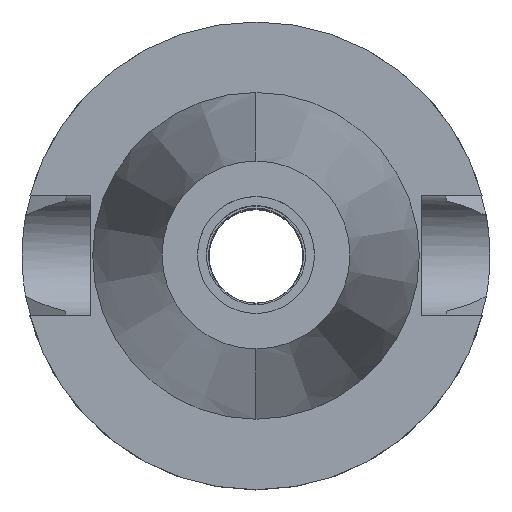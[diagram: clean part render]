
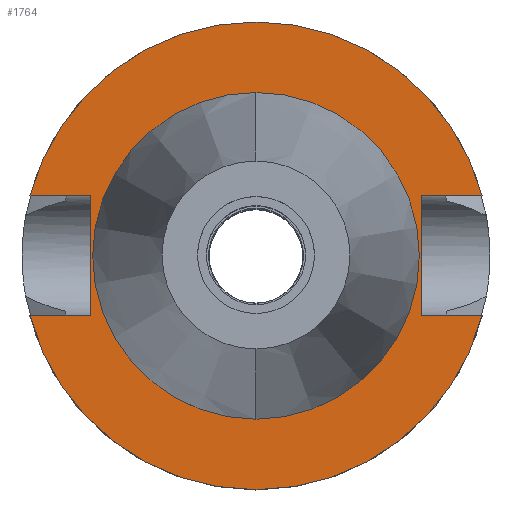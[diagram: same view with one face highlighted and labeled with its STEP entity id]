
A CAD part, top view. The second image highlights one B-rep face of the part: STEP entity #1764.
In plain terms, the highlighted planar face has unit normal (0, 0, 1).
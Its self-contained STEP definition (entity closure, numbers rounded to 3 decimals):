
#644=DIRECTION('',(1.,0.,0.));
#645=VECTOR('',#644,12.921);
#646=CARTESIAN_POINT('',(35.4,12.85,-3.));
#647=LINE('',#646,#645);
#691=DIRECTION('',(0.,1.,0.));
#692=VECTOR('',#691,25.7);
#693=CARTESIAN_POINT('',(-35.4,-12.85,-3.));
#694=LINE('',#693,#692);
#698=DIRECTION('',(-1.,0.,0.));
#699=VECTOR('',#698,12.921);
#700=CARTESIAN_POINT('',(-35.4,12.85,-3.));
#701=LINE('',#700,#699);
#705=CARTESIAN_POINT('',(0.,0.,-3.));
#706=DIRECTION('',(0.,0.,-1.));
#707=DIRECTION('',(-0.966,0.257,0.));
#708=AXIS2_PLACEMENT_3D('',#705,#706,#707);
#713=CARTESIAN_POINT('',(0.,0.,-3.));
#714=DIRECTION('',(0.,0.,-1.));
#715=DIRECTION('',(0.,1.,0.));
#716=AXIS2_PLACEMENT_3D('',#713,#714,#715);
#721=DIRECTION('',(0.,-1.,0.));
#722=VECTOR('',#721,25.7);
#723=CARTESIAN_POINT('',(35.4,12.85,-3.));
#724=LINE('',#723,#722);
#728=DIRECTION('',(1.,0.,0.));
#729=VECTOR('',#728,12.921);
#730=CARTESIAN_POINT('',(35.4,-12.85,-3.));
#731=LINE('',#730,#729);
#735=CARTESIAN_POINT('',(0.,0.,-3.));
#736=DIRECTION('',(0.,0.,-1.));
#737=DIRECTION('',(0.966,-0.257,0.));
#738=AXIS2_PLACEMENT_3D('',#735,#736,#737);
#743=CARTESIAN_POINT('',(0.,0.,-3.));
#744=DIRECTION('',(0.,0.,-1.));
#745=DIRECTION('',(0.,-1.,0.));
#746=AXIS2_PLACEMENT_3D('',#743,#744,#745);
#751=CARTESIAN_POINT('',(0.,0.,-3.));
#752=DIRECTION('',(0.,0.,1.));
#753=DIRECTION('',(0.,-1.,0.));
#754=AXIS2_PLACEMENT_3D('',#751,#752,#753);
#759=CARTESIAN_POINT('',(0.,0.,-3.));
#760=DIRECTION('',(0.,0.,1.));
#761=DIRECTION('',(0.,1.,0.));
#762=AXIS2_PLACEMENT_3D('',#759,#760,#761);
#797=DIRECTION('',(-1.,0.,0.));
#798=VECTOR('',#797,12.921);
#799=CARTESIAN_POINT('',(-35.4,-12.85,-3.));
#800=LINE('',#799,#798);
#1151=CARTESIAN_POINT('',(-35.4,-12.85,-3.));
#1152=VERTEX_POINT('',#1151);
#1153=CARTESIAN_POINT('',(-48.321,-12.85,-3.));
#1154=VERTEX_POINT('',#1153);
#1157=CARTESIAN_POINT('',(-35.4,12.85,-3.));
#1158=VERTEX_POINT('',#1157);
#1159=CARTESIAN_POINT('',(-48.321,12.85,-3.));
#1160=VERTEX_POINT('',#1159);
#1161=CARTESIAN_POINT('',(0.,50.,-3.));
#1162=CARTESIAN_POINT('',(48.321,12.85,-3.));
#1163=VERTEX_POINT('',#1161);
#1164=VERTEX_POINT('',#1162);
#1165=CARTESIAN_POINT('',(35.4,12.85,-3.));
#1166=VERTEX_POINT('',#1165);
#1167=CARTESIAN_POINT('',(35.4,-12.85,-3.));
#1168=VERTEX_POINT('',#1167);
#1169=CARTESIAN_POINT('',(48.321,-12.85,-3.));
#1170=VERTEX_POINT('',#1169);
#1171=CARTESIAN_POINT('',(0.,-50.,-3.));
#1172=VERTEX_POINT('',#1171);
#1173=CARTESIAN_POINT('',(0.,-34.925,-3.));
#1174=CARTESIAN_POINT('',(0.,34.925,-3.));
#1175=VERTEX_POINT('',#1173);
#1176=VERTEX_POINT('',#1174);
#1733=CARTESIAN_POINT('',(0.,0.,-3.));
#1734=DIRECTION('',(0.,0.,-1.));
#1735=DIRECTION('',(0.,-1.,0.));
#1736=AXIS2_PLACEMENT_3D('',#1733,#1734,#1735);
#1737=PLANE('',#1736);
#1739=ORIENTED_EDGE('',*,*,#1738,.T.);
#1741=ORIENTED_EDGE('',*,*,#1740,.T.);
#1743=ORIENTED_EDGE('',*,*,#1742,.T.);
#1745=ORIENTED_EDGE('',*,*,#1744,.T.);
#1746=ORIENTED_EDGE('',*,*,#1709,.F.);
#1747=ORIENTED_EDGE('',*,*,#1723,.T.);
#1749=ORIENTED_EDGE('',*,*,#1748,.T.);
#1751=ORIENTED_EDGE('',*,*,#1750,.T.);
#1753=ORIENTED_EDGE('',*,*,#1752,.T.);
#1755=ORIENTED_EDGE('',*,*,#1754,.F.);
#1756=EDGE_LOOP('',(#1739,#1741,#1743,#1745,#1746,#1747,#1749,#1751,#1753,
#1755));
#1757=FACE_OUTER_BOUND('',#1756,.F.);
#1759=ORIENTED_EDGE('',*,*,#1758,.T.);
#1761=ORIENTED_EDGE('',*,*,#1760,.T.);
#1762=EDGE_LOOP('',(#1759,#1761));
#1763=FACE_BOUND('',#1762,.F.);
#709=CIRCLE('',#708,50.);
#717=CIRCLE('',#716,50.);
#739=CIRCLE('',#738,50.);
#747=CIRCLE('',#746,50.);
#755=CIRCLE('',#754,34.925);
#763=CIRCLE('',#762,34.925);
#1709=EDGE_CURVE('',#1166,#1164,#647,.T.);
#1723=EDGE_CURVE('',#1166,#1168,#724,.T.);
#1738=EDGE_CURVE('',#1152,#1158,#694,.T.);
#1740=EDGE_CURVE('',#1158,#1160,#701,.T.);
#1742=EDGE_CURVE('',#1160,#1163,#709,.T.);
#1744=EDGE_CURVE('',#1163,#1164,#717,.T.);
#1748=EDGE_CURVE('',#1168,#1170,#731,.T.);
#1750=EDGE_CURVE('',#1170,#1172,#739,.T.);
#1752=EDGE_CURVE('',#1172,#1154,#747,.T.);
#1754=EDGE_CURVE('',#1152,#1154,#800,.T.);
#1758=EDGE_CURVE('',#1175,#1176,#755,.T.);
#1760=EDGE_CURVE('',#1176,#1175,#763,.T.);
#1764=ADVANCED_FACE('',(#1757,#1763),#1737,.F.);
